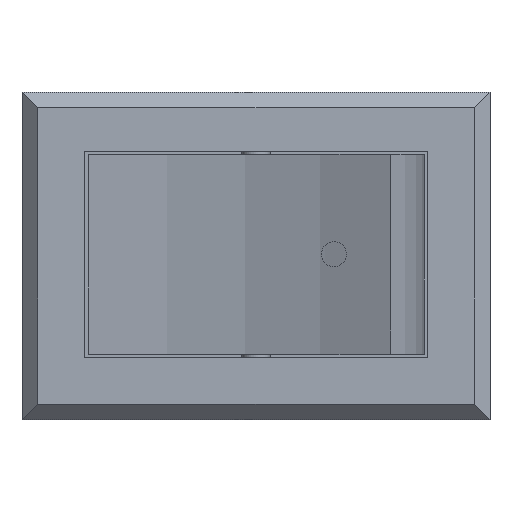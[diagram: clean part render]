
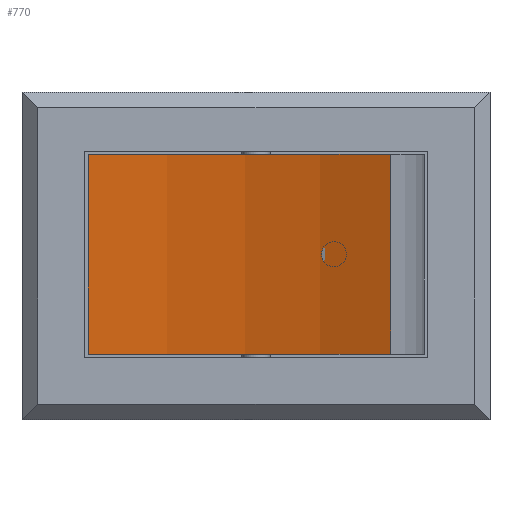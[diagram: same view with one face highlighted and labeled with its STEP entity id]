
A CAD part, top view. The second image highlights one B-rep face of the part: STEP entity #770.
In plain terms, the highlighted cylindrical face has radius 20 mm (diameter 40 mm), a partial arc.
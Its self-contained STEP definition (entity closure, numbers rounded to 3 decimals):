
#439 = PLANE('',#440);
#440 = AXIS2_PLACEMENT_3D('',#441,#442,#443);
#441 = CARTESIAN_POINT('',(7.5,2.1,15.));
#442 = DIRECTION('',(0.,-1.,0.));
#443 = DIRECTION('',(1.,0.,0.));
#455 = VERTEX_POINT('',#456);
#456 = CARTESIAN_POINT('',(2.124,2.1,15.504));
#473 = CYLINDRICAL_SURFACE('',#474,5.4);
#474 = AXIS2_PLACEMENT_3D('',#475,#476,#477);
#475 = CARTESIAN_POINT('',(7.5,8.5,15.));
#476 = DIRECTION('',(0.,-1.,0.));
#477 = DIRECTION('',(1.,0.,0.));
#508 = VERTEX_POINT('',#509);
#509 = CARTESIAN_POINT('',(11.815,2.1,18.246));
#553 = EDGE_CURVE('',#455,#508,#554,.T.);
#554 = SURFACE_CURVE('',#555,(#560,#567),.PCURVE_S1.);
#555 = CIRCLE('',#556,20.);
#556 = AXIS2_PLACEMENT_3D('',#557,#558,#559);
#557 = CARTESIAN_POINT('',(1.7,2.1,35.5));
#558 = DIRECTION('',(0.,-1.,0.));
#559 = DIRECTION('',(1.,0.,0.));
#560 = PCURVE('',#439,#561);
#561 = DEFINITIONAL_REPRESENTATION('',(#562),#566);
#562 = CIRCLE('',#563,20.);
#563 = AXIS2_PLACEMENT_2D('',#564,#565);
#564 = CARTESIAN_POINT('',(-5.8,20.5));
#565 = DIRECTION('',(1.,0.));
#566 = ( GEOMETRIC_REPRESENTATION_CONTEXT(2) 
PARAMETRIC_REPRESENTATION_CONTEXT() REPRESENTATION_CONTEXT('2D SPACE',''
  ) );
#567 = PCURVE('',#568,#573);
#568 = CYLINDRICAL_SURFACE('',#569,20.);
#569 = AXIS2_PLACEMENT_3D('',#570,#571,#572);
#570 = CARTESIAN_POINT('',(1.7,8.5,35.5));
#571 = DIRECTION('',(0.,-1.,0.));
#572 = DIRECTION('',(1.,0.,0.));
#573 = DEFINITIONAL_REPRESENTATION('',(#574),#578);
#574 = LINE('',#575,#576);
#575 = CARTESIAN_POINT('',(0.,6.4));
#576 = VECTOR('',#577,1.);
#577 = DIRECTION('',(1.,0.));
#578 = ( GEOMETRIC_REPRESENTATION_CONTEXT(2) 
PARAMETRIC_REPRESENTATION_CONTEXT() REPRESENTATION_CONTEXT('2D SPACE',''
  ) );
#589 = VERTEX_POINT('',#590);
#590 = CARTESIAN_POINT('',(11.815,8.5,18.246));
#627 = PLANE('',#628);
#628 = AXIS2_PLACEMENT_3D('',#629,#630,#631);
#629 = CARTESIAN_POINT('',(7.5,8.5,15.));
#630 = DIRECTION('',(0.,-1.,0.));
#631 = DIRECTION('',(1.,0.,0.));
#639 = EDGE_CURVE('',#589,#508,#640,.T.);
#640 = SURFACE_CURVE('',#641,(#645,#674),.PCURVE_S1.);
#641 = LINE('',#642,#643);
#642 = CARTESIAN_POINT('',(11.815,8.5,18.246));
#643 = VECTOR('',#644,1.);
#644 = DIRECTION('',(0.,-1.,0.));
#645 = PCURVE('',#473,#646);
#646 = DEFINITIONAL_REPRESENTATION('',(#647),#673);
#647 = B_SPLINE_CURVE_WITH_KNOTS('',3,(#648,#649,#650,#651,#652,#653,
    #654,#655,#656,#657,#658,#659,#660,#661,#662,#663,#664,#665,#666,
    #667,#668,#669,#670,#671,#672),.UNSPECIFIED.,.F.,.F.,(4,1,1,1,1,1,1,
    1,1,1,1,1,1,1,1,1,1,1,1,1,1,1,4),(0.,0.291,
    0.582,0.873,1.164,1.455,
    1.745,2.036,2.327,2.618,
    2.909,3.2,3.491,3.782,4.073,
    4.364,4.655,4.945,5.236,
    5.527,5.818,6.109,6.4),
  .QUASI_UNIFORM_KNOTS.);
#648 = CARTESIAN_POINT('',(6.928,0.));
#649 = CARTESIAN_POINT('',(6.928,0.097));
#650 = CARTESIAN_POINT('',(6.928,0.291));
#651 = CARTESIAN_POINT('',(6.928,0.582));
#652 = CARTESIAN_POINT('',(6.928,0.873));
#653 = CARTESIAN_POINT('',(6.928,1.164));
#654 = CARTESIAN_POINT('',(6.928,1.455));
#655 = CARTESIAN_POINT('',(6.928,1.745));
#656 = CARTESIAN_POINT('',(6.928,2.036));
#657 = CARTESIAN_POINT('',(6.928,2.327));
#658 = CARTESIAN_POINT('',(6.928,2.618));
#659 = CARTESIAN_POINT('',(6.928,2.909));
#660 = CARTESIAN_POINT('',(6.928,3.2));
#661 = CARTESIAN_POINT('',(6.928,3.491));
#662 = CARTESIAN_POINT('',(6.928,3.782));
#663 = CARTESIAN_POINT('',(6.928,4.073));
#664 = CARTESIAN_POINT('',(6.928,4.364));
#665 = CARTESIAN_POINT('',(6.928,4.655));
#666 = CARTESIAN_POINT('',(6.928,4.945));
#667 = CARTESIAN_POINT('',(6.928,5.236));
#668 = CARTESIAN_POINT('',(6.928,5.527));
#669 = CARTESIAN_POINT('',(6.928,5.818));
#670 = CARTESIAN_POINT('',(6.928,6.109));
#671 = CARTESIAN_POINT('',(6.928,6.303));
#672 = CARTESIAN_POINT('',(6.928,6.4));
#673 = ( GEOMETRIC_REPRESENTATION_CONTEXT(2) 
PARAMETRIC_REPRESENTATION_CONTEXT() REPRESENTATION_CONTEXT('2D SPACE',''
  ) );
#674 = PCURVE('',#568,#675);
#675 = DEFINITIONAL_REPRESENTATION('',(#676),#679);
#676 = B_SPLINE_CURVE_WITH_KNOTS('',1,(#677,#678),.UNSPECIFIED.,.F.,.F.,
  (2,2),(0.,6.4),.PIECEWISE_BEZIER_KNOTS.);
#677 = CARTESIAN_POINT('',(5.243,0.));
#678 = CARTESIAN_POINT('',(5.243,6.4));
#679 = ( GEOMETRIC_REPRESENTATION_CONTEXT(2) 
PARAMETRIC_REPRESENTATION_CONTEXT() REPRESENTATION_CONTEXT('2D SPACE',''
  ) );
#683 = EDGE_CURVE('',#684,#455,#686,.T.);
#684 = VERTEX_POINT('',#685);
#685 = CARTESIAN_POINT('',(2.124,8.5,15.504));
#686 = SURFACE_CURVE('',#687,(#691,#720),.PCURVE_S1.);
#687 = LINE('',#688,#689);
#688 = CARTESIAN_POINT('',(2.124,8.5,15.504));
#689 = VECTOR('',#690,1.);
#690 = DIRECTION('',(0.,-1.,0.));
#691 = PCURVE('',#473,#692);
#692 = DEFINITIONAL_REPRESENTATION('',(#693),#719);
#693 = B_SPLINE_CURVE_WITH_KNOTS('',3,(#694,#695,#696,#697,#698,#699,
    #700,#701,#702,#703,#704,#705,#706,#707,#708,#709,#710,#711,#712,
    #713,#714,#715,#716,#717,#718),.UNSPECIFIED.,.F.,.F.,(4,1,1,1,1,1,1,
    1,1,1,1,1,1,1,1,1,1,1,1,1,1,1,4),(0.,0.291,
    0.582,0.873,1.164,1.455,
    1.745,2.036,2.327,2.618,
    2.909,3.2,3.491,3.782,4.073,
    4.364,4.655,4.945,5.236,
    5.527,5.818,6.109,6.4),
  .QUASI_UNIFORM_KNOTS.);
#694 = CARTESIAN_POINT('',(3.048,0.));
#695 = CARTESIAN_POINT('',(3.048,0.097));
#696 = CARTESIAN_POINT('',(3.048,0.291));
#697 = CARTESIAN_POINT('',(3.048,0.582));
#698 = CARTESIAN_POINT('',(3.048,0.873));
#699 = CARTESIAN_POINT('',(3.048,1.164));
#700 = CARTESIAN_POINT('',(3.048,1.455));
#701 = CARTESIAN_POINT('',(3.048,1.745));
#702 = CARTESIAN_POINT('',(3.048,2.036));
#703 = CARTESIAN_POINT('',(3.048,2.327));
#704 = CARTESIAN_POINT('',(3.048,2.618));
#705 = CARTESIAN_POINT('',(3.048,2.909));
#706 = CARTESIAN_POINT('',(3.048,3.2));
#707 = CARTESIAN_POINT('',(3.048,3.491));
#708 = CARTESIAN_POINT('',(3.048,3.782));
#709 = CARTESIAN_POINT('',(3.048,4.073));
#710 = CARTESIAN_POINT('',(3.048,4.364));
#711 = CARTESIAN_POINT('',(3.048,4.655));
#712 = CARTESIAN_POINT('',(3.048,4.945));
#713 = CARTESIAN_POINT('',(3.048,5.236));
#714 = CARTESIAN_POINT('',(3.048,5.527));
#715 = CARTESIAN_POINT('',(3.048,5.818));
#716 = CARTESIAN_POINT('',(3.048,6.109));
#717 = CARTESIAN_POINT('',(3.048,6.303));
#718 = CARTESIAN_POINT('',(3.048,6.4));
#719 = ( GEOMETRIC_REPRESENTATION_CONTEXT(2) 
PARAMETRIC_REPRESENTATION_CONTEXT() REPRESENTATION_CONTEXT('2D SPACE',''
  ) );
#720 = PCURVE('',#568,#721);
#721 = DEFINITIONAL_REPRESENTATION('',(#722),#725);
#722 = B_SPLINE_CURVE_WITH_KNOTS('',1,(#723,#724),.UNSPECIFIED.,.F.,.F.,
  (2,2),(0.,6.4),.PIECEWISE_BEZIER_KNOTS.);
#723 = CARTESIAN_POINT('',(4.734,0.));
#724 = CARTESIAN_POINT('',(4.734,6.4));
#725 = ( GEOMETRIC_REPRESENTATION_CONTEXT(2) 
PARAMETRIC_REPRESENTATION_CONTEXT() REPRESENTATION_CONTEXT('2D SPACE',''
  ) );
#770 = ADVANCED_FACE('',(#771),#568,.F.);
#771 = FACE_BOUND('',#772,.F.);
#772 = EDGE_LOOP('',(#773,#774,#775,#797));
#773 = ORIENTED_EDGE('',*,*,#553,.F.);
#774 = ORIENTED_EDGE('',*,*,#683,.F.);
#775 = ORIENTED_EDGE('',*,*,#776,.T.);
#776 = EDGE_CURVE('',#684,#589,#777,.T.);
#777 = SURFACE_CURVE('',#778,(#783,#790),.PCURVE_S1.);
#778 = CIRCLE('',#779,20.);
#779 = AXIS2_PLACEMENT_3D('',#780,#781,#782);
#780 = CARTESIAN_POINT('',(1.7,8.5,35.5));
#781 = DIRECTION('',(0.,-1.,0.));
#782 = DIRECTION('',(1.,0.,0.));
#783 = PCURVE('',#568,#784);
#784 = DEFINITIONAL_REPRESENTATION('',(#785),#789);
#785 = LINE('',#786,#787);
#786 = CARTESIAN_POINT('',(0.,0.));
#787 = VECTOR('',#788,1.);
#788 = DIRECTION('',(1.,0.));
#789 = ( GEOMETRIC_REPRESENTATION_CONTEXT(2) 
PARAMETRIC_REPRESENTATION_CONTEXT() REPRESENTATION_CONTEXT('2D SPACE',''
  ) );
#790 = PCURVE('',#627,#791);
#791 = DEFINITIONAL_REPRESENTATION('',(#792),#796);
#792 = CIRCLE('',#793,20.);
#793 = AXIS2_PLACEMENT_2D('',#794,#795);
#794 = CARTESIAN_POINT('',(-5.8,20.5));
#795 = DIRECTION('',(1.,0.));
#796 = ( GEOMETRIC_REPRESENTATION_CONTEXT(2) 
PARAMETRIC_REPRESENTATION_CONTEXT() REPRESENTATION_CONTEXT('2D SPACE',''
  ) );
#797 = ORIENTED_EDGE('',*,*,#639,.T.);
